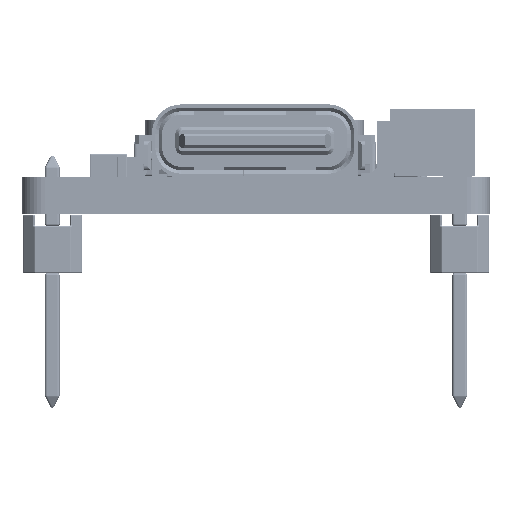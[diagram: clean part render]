
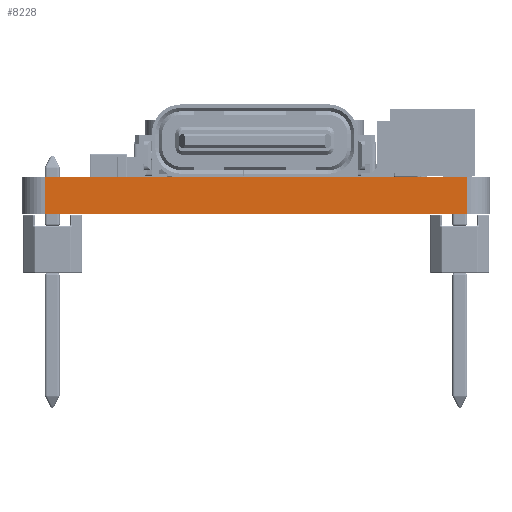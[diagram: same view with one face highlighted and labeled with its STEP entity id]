
A CAD part, front view. The second image highlights one B-rep face of the part: STEP entity #8228.
In plain terms, the highlighted planar face has unit normal (0, -1, 0).
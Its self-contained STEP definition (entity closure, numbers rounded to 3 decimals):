
#284 = CARTESIAN_POINT ( 'NONE',  ( 1.053, 0.023, -1.588 ) ) ;
#8228 = ADVANCED_FACE ( 'NONE', ( #337742 ), #299408, .F. ) ;
#32317 = CARTESIAN_POINT ( 'NONE',  ( 1.053, 0.023, 0.012 ) ) ;
#39235 = EDGE_CURVE ( 'NONE', #220777, #469593, #460215, .T. ) ;
#59752 = LINE ( 'NONE', #165588, #283989 ) ;
#61382 = EDGE_CURVE ( 'NONE', #140753, #73580, #120672, .T. ) ;
#73580 = VERTEX_POINT ( 'NONE', #76886 ) ;
#76886 = CARTESIAN_POINT ( 'NONE',  ( 19.373, 0.023, 0.012 ) ) ;
#102984 = DIRECTION ( 'NONE',  ( 0., 0., -1. ) ) ;
#120672 = LINE ( 'NONE', #271642, #408177 ) ;
#120919 = EDGE_LOOP ( 'NONE', ( #201891, #194106, #464864, #281287 ) ) ;
#131682 = DIRECTION ( 'NONE',  ( 1., 0., 0. ) ) ;
#140753 = VERTEX_POINT ( 'NONE', #32317 ) ;
#151976 = VECTOR ( 'NONE', #444019, 1000. ) ;
#165302 = CARTESIAN_POINT ( 'NONE',  ( 1.053, 0.023, -1.588 ) ) ;
#165588 = CARTESIAN_POINT ( 'NONE',  ( 19.373, 0.023, 0.012 ) ) ;
#190929 = EDGE_CURVE ( 'NONE', #73580, #469593, #59752, .T. ) ;
#194106 = ORIENTED_EDGE ( 'NONE', *, *, #190929, .F. ) ;
#196279 = CARTESIAN_POINT ( 'NONE',  ( 1.053, 0.023, 0.012 ) ) ;
#201891 = ORIENTED_EDGE ( 'NONE', *, *, #39235, .T. ) ;
#220777 = VERTEX_POINT ( 'NONE', #284 ) ;
#271642 = CARTESIAN_POINT ( 'NONE',  ( 1.053, 0.023, 0.012 ) ) ;
#277612 = DIRECTION ( 'NONE',  ( 0., 0., 1. ) ) ;
#281287 = ORIENTED_EDGE ( 'NONE', *, *, #460359, .T. ) ;
#283989 = VECTOR ( 'NONE', #102984, 1000. ) ;
#297684 = CARTESIAN_POINT ( 'NONE',  ( 1.053, 0.023, 0.012 ) ) ;
#299408 = PLANE ( 'NONE',  #363857 ) ;
#302502 = CARTESIAN_POINT ( 'NONE',  ( 19.373, 0.023, -1.588 ) ) ;
#313807 = VECTOR ( 'NONE', #131682, 1000. ) ;
#337742 = FACE_OUTER_BOUND ( 'NONE', #120919, .T. ) ;
#350670 = DIRECTION ( 'NONE',  ( 1., 0., 0. ) ) ;
#363068 = LINE ( 'NONE', #297684, #151976 ) ;
#363857 = AXIS2_PLACEMENT_3D ( 'NONE', #196279, #421464, #277612 ) ;
#408177 = VECTOR ( 'NONE', #350670, 1000. ) ;
#421464 = DIRECTION ( 'NONE',  ( 0., 1., 0. ) ) ;
#444019 = DIRECTION ( 'NONE',  ( 0., 0., -1. ) ) ;
#460215 = LINE ( 'NONE', #165302, #313807 ) ;
#460359 = EDGE_CURVE ( 'NONE', #140753, #220777, #363068, .T. ) ;
#464864 = ORIENTED_EDGE ( 'NONE', *, *, #61382, .F. ) ;
#469593 = VERTEX_POINT ( 'NONE', #302502 ) ;
